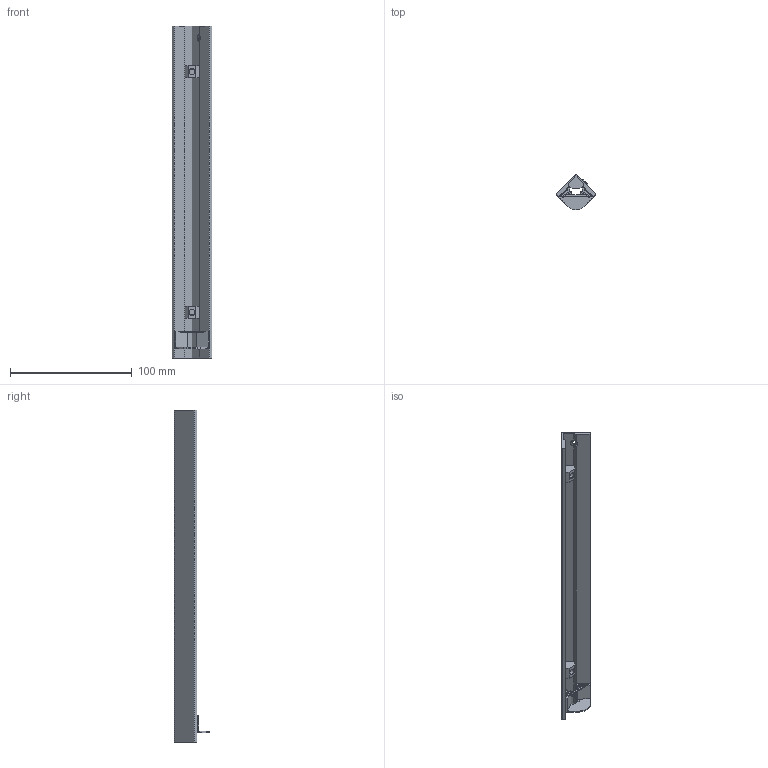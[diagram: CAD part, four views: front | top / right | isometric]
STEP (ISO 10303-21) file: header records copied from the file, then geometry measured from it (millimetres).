
FILE_DESCRIPTION(/* description */ (''),/* implementation_level */ '2;1');
FILE_NAME(/* name */ 'Daylight_Stick_Mount v3.step',/* time_stamp */ '2022-11-11T23:19:25-08:00',/* author */ (''),/* organization */ (''),/* preprocessor_version */ 'ST-DEVELOPER v19.2',/* originating_system */ 'Autodesk Translation Framework v11.17.0.187',/* authorisation */ '');
FILE_SCHEMA (('AUTOMOTIVE_DESIGN { 1 0 10303 214 3 1 1 }'));
Length unit declared in the file: millimetre
Products named in the file (3): Daylight_Stick_Mount; Baffle; Mount
Assembly tree (2 placements, depth 2):
  Daylight_Stick_Mount
    Baffle
    Mount
Bounding box: 32.72 x 28.82 x 273 mm (x, y, z)
Volume: 32444.9 mm3; surface area: 29864.6 mm2
Topology: 2 solids, 2 shells, 92 faces, 251 edges, 166 vertices
Faces by surface type: plane 77, cylinder 11, cone 4
Full cylindrical faces by diameter (mm): 3.2 x2, 4.7 x2, 6 x2
Entity records: 2981 total; most frequent: CARTESIAN_POINT 514, ORIENTED_EDGE 502, DIRECTION 479, EDGE_CURVE 251, LINE 217, VECTOR 217, VERTEX_POINT 166, AXIS2_PLACEMENT_3D 131
